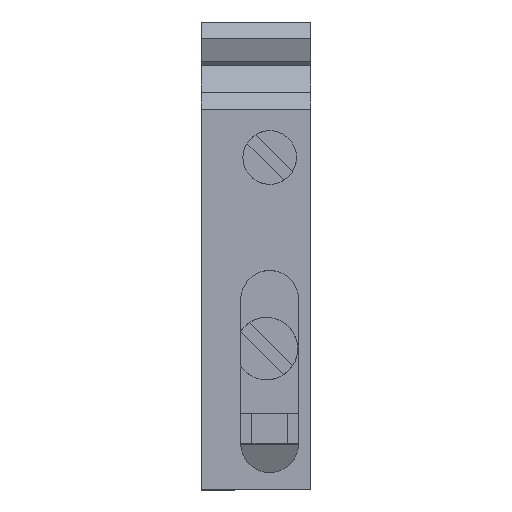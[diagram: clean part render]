
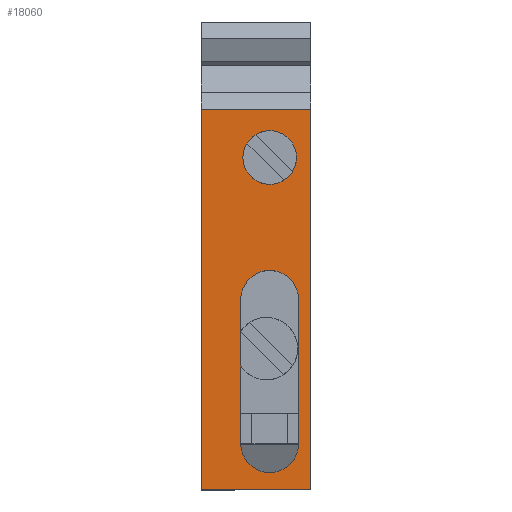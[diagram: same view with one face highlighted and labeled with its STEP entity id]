
A CAD part, top view. The second image highlights one B-rep face of the part: STEP entity #18060.
In plain terms, the highlighted face is planar.
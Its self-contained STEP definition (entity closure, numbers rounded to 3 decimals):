
#600=CARTESIAN_POINT('',(44.929,36.059,0.));
#610=VERTEX_POINT('',#600);
#640=CARTESIAN_POINT('',(-375.562,36.059,0.));
#650=DIRECTION('',(1.,0.,0.));
#660=VECTOR('',#650,1.);
#670=LINE('',#640,#660);
#680=CARTESIAN_POINT('',(9.519,36.059,0.));
#690=VERTEX_POINT('',#680);
#700=EDGE_CURVE('',#690,#610,#670,.T.);
#14350=CARTESIAN_POINT('',(9.519,36.059,10.15));
#14360=VERTEX_POINT('',#14350);
#14570=CARTESIAN_POINT('',(9.519,36.059,0.));
#14580=DIRECTION('',(0.,0.,1.));
#14590=VECTOR('',#14580,1.);
#14600=LINE('',#14570,#14590);
#14610=EDGE_CURVE('',#690,#14360,#14600,.T.);
#16990=CARTESIAN_POINT('',(44.929,36.059,10.15));
#17000=VERTEX_POINT('',#16990);
#17030=CARTESIAN_POINT('',(44.929,36.059,0.));
#17040=DIRECTION('',(0.,0.,1.));
#17050=VECTOR('',#17040,1.);
#17060=LINE('',#17030,#17050);
#17070=EDGE_CURVE('',#610,#17000,#17060,.T.);
#17210=CARTESIAN_POINT('',(36.129,36.059,12.));
#17220=DIRECTION('',(-0.,1.,0.));
#17230=DIRECTION('',(1.,0.,0.));
#17240=AXIS2_PLACEMENT_3D('',#17210,#17220,#17230);
#17250=PLANE('',#17240);
#17260=CARTESIAN_POINT('',(27.229,36.059,6.35));
#17270=DIRECTION('',(0.,1.,0.));
#17280=DIRECTION('',(1.,0.,0.));
#17290=AXIS2_PLACEMENT_3D('',#17260,#17270,#17280);
#17300=CIRCLE('',#17290,2.7);
#17310=CARTESIAN_POINT('',(27.229,36.059,9.05));
#17320=VERTEX_POINT('',#17310);
#17330=CARTESIAN_POINT('',(29.929,36.059,6.35));
#17340=VERTEX_POINT('',#17330);
#17350=EDGE_CURVE('',#17320,#17340,#17300,.T.);
#17360=ORIENTED_EDGE('',*,*,#17350,.F.);
#17370=CARTESIAN_POINT('',(27.229,36.059,6.35));
#17380=DIRECTION('',(0.,1.,0.));
#17390=DIRECTION('',(1.,0.,0.));
#17400=AXIS2_PLACEMENT_3D('',#17370,#17380,#17390);
#17410=CIRCLE('',#17400,2.7);
#17420=CARTESIAN_POINT('',(27.229,36.059,3.65));
#17430=VERTEX_POINT('',#17420);
#17440=EDGE_CURVE('',#17340,#17430,#17410,.T.);
#17450=ORIENTED_EDGE('',*,*,#17440,.F.);
#17460=CARTESIAN_POINT('',(0.,36.059,3.65));
#17470=DIRECTION('',(1.,0.,0.));
#17480=VECTOR('',#17470,1.);
#17490=LINE('',#17460,#17480);
#17500=CARTESIAN_POINT('',(13.829,36.059,3.65));
#17510=VERTEX_POINT('',#17500);
#17520=EDGE_CURVE('',#17510,#17430,#17490,.T.);
#17530=ORIENTED_EDGE('',*,*,#17520,.T.);
#17540=CARTESIAN_POINT('',(13.829,36.059,6.35));
#17550=DIRECTION('',(0.,1.,0.));
#17560=DIRECTION('',(1.,0.,0.));
#17570=AXIS2_PLACEMENT_3D('',#17540,#17550,#17560);
#17580=CIRCLE('',#17570,2.7);
#17590=CARTESIAN_POINT('',(11.129,36.059,6.35));
#17600=VERTEX_POINT('',#17590);
#17610=EDGE_CURVE('',#17510,#17600,#17580,.T.);
#17620=ORIENTED_EDGE('',*,*,#17610,.F.);
#17630=CARTESIAN_POINT('',(13.829,36.059,6.35));
#17640=DIRECTION('',(0.,-1.,0.));
#17650=DIRECTION('',(-1.,0.,0.));
#17660=AXIS2_PLACEMENT_3D('',#17630,#17640,#17650);
#17670=CIRCLE('',#17660,2.7);
#17680=CARTESIAN_POINT('',(13.829,36.059,9.05));
#17690=VERTEX_POINT('',#17680);
#17700=EDGE_CURVE('',#17690,#17600,#17670,.T.);
#17710=ORIENTED_EDGE('',*,*,#17700,.T.);
#17720=CARTESIAN_POINT('',(0.,36.059,9.05));
#17730=DIRECTION('',(-1.,0.,0.));
#17740=VECTOR('',#17730,1.);
#17750=LINE('',#17720,#17740);
#17760=EDGE_CURVE('',#17320,#17690,#17750,.T.);
#17770=ORIENTED_EDGE('',*,*,#17760,.T.);
#17780=EDGE_LOOP('',(#17770,#17710,#17620,#17530,#17450,#17360));
#17790=FACE_BOUND('',#17780,.T.);
#17800=ORIENTED_EDGE('',*,*,#700,.F.);
#17810=ORIENTED_EDGE('',*,*,#17070,.F.);
#17820=CARTESIAN_POINT('',(0.,36.059,10.15));
#17830=DIRECTION('',(1.,0.,0.));
#17840=VECTOR('',#17830,1.);
#17850=LINE('',#17820,#17840);
#17860=EDGE_CURVE('',#14360,#17000,#17850,.T.);
#17870=ORIENTED_EDGE('',*,*,#17860,.T.);
#17880=ORIENTED_EDGE('',*,*,#14610,.T.);
#17890=EDGE_LOOP('',(#17880,#17870,#17810,#17800));
#17900=FACE_OUTER_BOUND('',#17890,.T.);
#17910=CARTESIAN_POINT('',(40.454,36.059,6.35));
#17920=DIRECTION('',(0.,1.,0.));
#17930=DIRECTION('',(1.,0.,0.));
#17940=AXIS2_PLACEMENT_3D('',#17910,#17920,#17930);
#17950=CIRCLE('',#17940,2.5);
#17960=CARTESIAN_POINT('',(42.954,36.059,6.35));
#17970=VERTEX_POINT('',#17960);
#17980=CARTESIAN_POINT('',(37.954,36.059,6.35));
#17990=VERTEX_POINT('',#17980);
#18000=EDGE_CURVE('',#17970,#17990,#17950,.T.);
#18010=ORIENTED_EDGE('',*,*,#18000,.F.);
#18020=EDGE_CURVE('',#17990,#17970,#17950,.T.);
#18030=ORIENTED_EDGE('',*,*,#18020,.F.);
#18040=EDGE_LOOP('',(#18030,#18010));
#18050=FACE_BOUND('',#18040,.T.);
#18060=ADVANCED_FACE('',(#17790,#17900,#18050),#17250,.T.);
